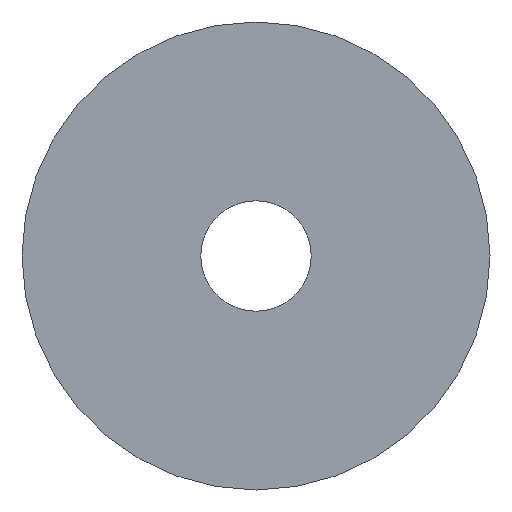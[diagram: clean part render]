
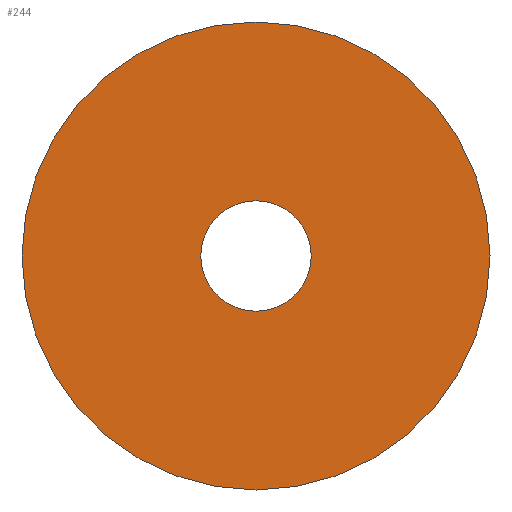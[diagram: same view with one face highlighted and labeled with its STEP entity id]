
A CAD part, front view. The second image highlights one B-rep face of the part: STEP entity #244.
In plain terms, the highlighted planar face has unit normal (0, -1, 0).
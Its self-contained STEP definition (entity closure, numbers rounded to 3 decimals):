
#9 = ORIENTED_EDGE ( 'NONE', *, *, #207, .F. ) ;
#16 = CIRCLE ( 'NONE', #213, 6. ) ;
#18 = CIRCLE ( 'NONE', #195, 25.4 ) ;
#30 = CIRCLE ( 'NONE', #196, 25.4 ) ;
#32 = CIRCLE ( 'NONE', #214, 6. ) ;
#34 = FACE_OUTER_BOUND ( 'NONE', #85, .T. ) ;
#36 = FACE_BOUND ( 'NONE', #87, .T. ) ;
#82 = ORIENTED_EDGE ( 'NONE', *, *, #197, .T. ) ;
#85 = EDGE_LOOP ( 'NONE', ( #9, #92 ) ) ;
#87 = EDGE_LOOP ( 'NONE', ( #82, #88 ) ) ;
#88 = ORIENTED_EDGE ( 'NONE', *, *, #208, .T. ) ;
#92 = ORIENTED_EDGE ( 'NONE', *, *, #198, .F. ) ;
#107 = DIRECTION ( 'NONE',  ( 0., 0., 1. ) ) ;
#108 = DIRECTION ( 'NONE',  ( 0., 1., 0. ) ) ;
#111 = DIRECTION ( 'NONE',  ( 0., 0., 1. ) ) ;
#112 = DIRECTION ( 'NONE',  ( 0., 1., 0. ) ) ;
#116 = CARTESIAN_POINT ( 'NONE',  ( 0., 0., 0. ) ) ;
#119 = CARTESIAN_POINT ( 'NONE',  ( 0., 0., 0. ) ) ;
#135 = DIRECTION ( 'NONE',  ( 0., 0., 1. ) ) ;
#137 = DIRECTION ( 'NONE',  ( 0., 1., 0. ) ) ;
#138 = CARTESIAN_POINT ( 'NONE',  ( 0., 0., 0. ) ) ;
#139 = DIRECTION ( 'NONE',  ( 0., 0., 1. ) ) ;
#140 = DIRECTION ( 'NONE',  ( 0., 1., 0. ) ) ;
#141 = CARTESIAN_POINT ( 'NONE',  ( 0., 0., 0. ) ) ;
#146 = VERTEX_POINT ( 'NONE', #157 ) ;
#147 = VERTEX_POINT ( 'NONE', #151 ) ;
#148 = VERTEX_POINT ( 'NONE', #153 ) ;
#149 = VERTEX_POINT ( 'NONE', #158 ) ;
#151 = CARTESIAN_POINT ( 'NONE',  ( 0., 0., -25.4 ) ) ;
#153 = CARTESIAN_POINT ( 'NONE',  ( 0., 0., 25.4 ) ) ;
#157 = CARTESIAN_POINT ( 'NONE',  ( 0., 0., 6. ) ) ;
#158 = CARTESIAN_POINT ( 'NONE',  ( 0., 0., -6. ) ) ;
#162 = CARTESIAN_POINT ( 'NONE',  ( 0., 0., 0. ) ) ;
#163 = PLANE ( 'NONE',  #218 ) ;
#177 = DIRECTION ( 'NONE',  ( 0., 1., 0. ) ) ;
#181 = DIRECTION ( 'NONE',  ( 0., 0., 1. ) ) ;
#195 = AXIS2_PLACEMENT_3D ( 'NONE', #138, #137, #135 ) ;
#196 = AXIS2_PLACEMENT_3D ( 'NONE', #119, #112, #111 ) ;
#197 = EDGE_CURVE ( 'NONE', #149, #146, #16, .T. ) ;
#198 = EDGE_CURVE ( 'NONE', #148, #147, #18, .T. ) ;
#207 = EDGE_CURVE ( 'NONE', #147, #148, #30, .T. ) ;
#208 = EDGE_CURVE ( 'NONE', #146, #149, #32, .T. ) ;
#213 = AXIS2_PLACEMENT_3D ( 'NONE', #141, #140, #139 ) ;
#214 = AXIS2_PLACEMENT_3D ( 'NONE', #116, #108, #107 ) ;
#218 = AXIS2_PLACEMENT_3D ( 'NONE', #162, #177, #181 ) ;
#244 = ADVANCED_FACE ( 'NONE', ( #34, #36 ), #163, .F. ) ;
